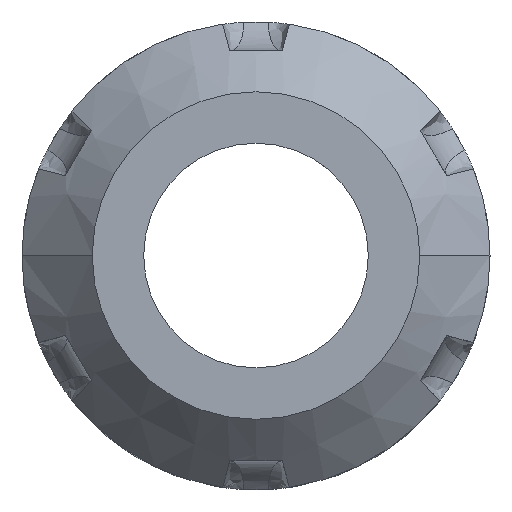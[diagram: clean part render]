
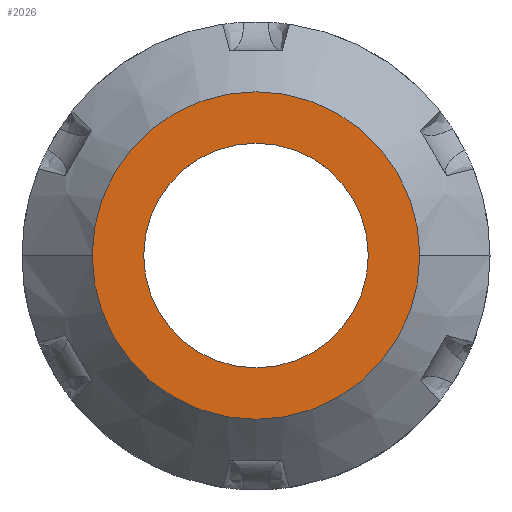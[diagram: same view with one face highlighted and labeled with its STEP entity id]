
A CAD part, top view. The second image highlights one B-rep face of the part: STEP entity #2026.
In plain terms, the highlighted planar face has unit normal (0, 0, 1).
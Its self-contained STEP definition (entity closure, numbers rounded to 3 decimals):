
#56 = CARTESIAN_POINT ( 'NONE',  ( 0., 0., 0. ) ) ;
#129 = EDGE_CURVE ( 'NONE', #2114, #2143, #1761, .T. ) ;
#282 = DIRECTION ( 'NONE',  ( 0., 0., 1. ) ) ;
#317 = CARTESIAN_POINT ( 'NONE',  ( 12., 0., 0. ) ) ;
#351 = ORIENTED_EDGE ( 'NONE', *, *, #597, .F. ) ;
#366 = VERTEX_POINT ( 'NONE', #1641 ) ;
#417 = AXIS2_PLACEMENT_3D ( 'NONE', #1737, #2875, #2631 ) ;
#565 = VERTEX_POINT ( 'NONE', #2002 ) ;
#597 = EDGE_CURVE ( 'NONE', #2143, #2114, #2003, .T. ) ;
#607 = CARTESIAN_POINT ( 'NONE',  ( -12., 0., 0. ) ) ;
#830 = CIRCLE ( 'NONE', #2918, 17.5 ) ;
#865 = DIRECTION ( 'NONE',  ( 1., 0., 0. ) ) ;
#1008 = EDGE_CURVE ( 'NONE', #366, #565, #2540, .T. ) ;
#1051 = EDGE_CURVE ( 'NONE', #565, #366, #830, .T. ) ;
#1146 = AXIS2_PLACEMENT_3D ( 'NONE', #1712, #282, #2220 ) ;
#1333 = EDGE_LOOP ( 'NONE', ( #1904, #351 ) ) ;
#1421 = AXIS2_PLACEMENT_3D ( 'NONE', #1676, #2594, #2608 ) ;
#1428 = AXIS2_PLACEMENT_3D ( 'NONE', #2159, #2172, #865 ) ;
#1641 = CARTESIAN_POINT ( 'NONE',  ( 17.5, 0., 0. ) ) ;
#1643 = FACE_OUTER_BOUND ( 'NONE', #2733, .T. ) ;
#1676 = CARTESIAN_POINT ( 'NONE',  ( 0., 0., 0. ) ) ;
#1712 = CARTESIAN_POINT ( 'NONE',  ( 0., 0., 0. ) ) ;
#1737 = CARTESIAN_POINT ( 'NONE',  ( 0., 0., 0. ) ) ;
#1761 = CIRCLE ( 'NONE', #1146, 12. ) ;
#1892 = DIRECTION ( 'NONE',  ( 1., 0., 0. ) ) ;
#1904 = ORIENTED_EDGE ( 'NONE', *, *, #129, .F. ) ;
#2002 = CARTESIAN_POINT ( 'NONE',  ( -17.5, 0., 0. ) ) ;
#2003 = CIRCLE ( 'NONE', #1428, 12. ) ;
#2026 = ADVANCED_FACE ( 'NONE', ( #2184, #1643 ), #2180, .F. ) ;
#2114 = VERTEX_POINT ( 'NONE', #317 ) ;
#2140 = DIRECTION ( 'NONE',  ( 0., 0., 1. ) ) ;
#2143 = VERTEX_POINT ( 'NONE', #607 ) ;
#2159 = CARTESIAN_POINT ( 'NONE',  ( 0., 0., 0. ) ) ;
#2172 = DIRECTION ( 'NONE',  ( 0., 0., 1. ) ) ;
#2180 = PLANE ( 'NONE',  #417 ) ;
#2184 = FACE_BOUND ( 'NONE', #1333, .T. ) ;
#2220 = DIRECTION ( 'NONE',  ( 1., 0., 0. ) ) ;
#2454 = ORIENTED_EDGE ( 'NONE', *, *, #1008, .T. ) ;
#2513 = ORIENTED_EDGE ( 'NONE', *, *, #1051, .T. ) ;
#2540 = CIRCLE ( 'NONE', #1421, 17.5 ) ;
#2594 = DIRECTION ( 'NONE',  ( 0., 0., 1. ) ) ;
#2608 = DIRECTION ( 'NONE',  ( 1., 0., 0. ) ) ;
#2631 = DIRECTION ( 'NONE',  ( -1., 0., 0. ) ) ;
#2733 = EDGE_LOOP ( 'NONE', ( #2513, #2454 ) ) ;
#2875 = DIRECTION ( 'NONE',  ( 0., 0., -1. ) ) ;
#2918 = AXIS2_PLACEMENT_3D ( 'NONE', #56, #2140, #1892 ) ;
